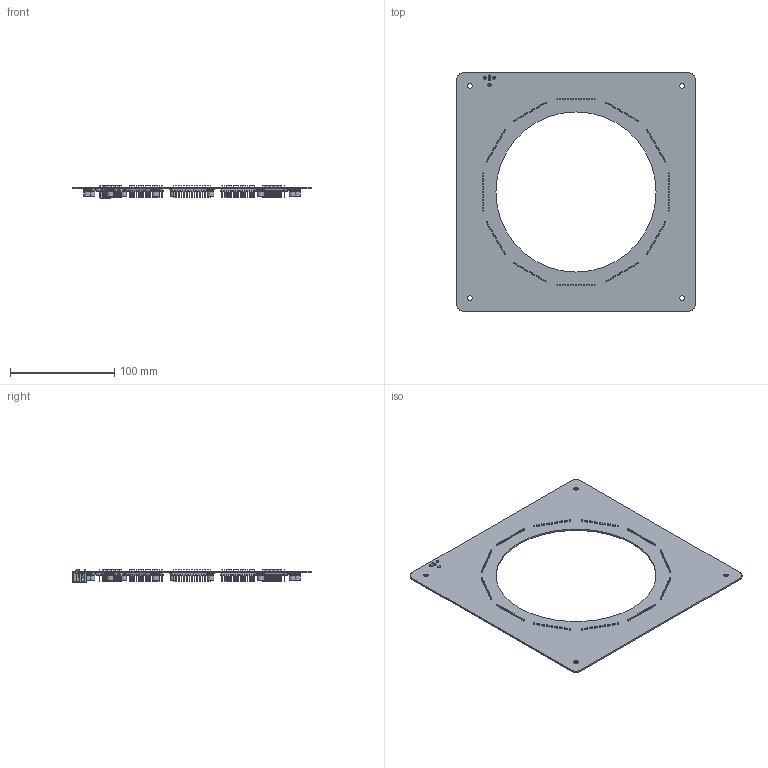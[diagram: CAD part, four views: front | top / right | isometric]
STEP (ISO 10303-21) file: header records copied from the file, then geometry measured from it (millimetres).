
FILE_DESCRIPTION(('KiCad electronic assembly'),'2;1');
FILE_NAME('arena_top_12-12_0.4.step','2025-07-22T16:22:57',('Pcbnew'),( 'Kicad'),'Open CASCADE STEP processor 7.9','KiCad to STEP converter' ,'Unknown');
FILE_SCHEMA(('AUTOMOTIVE_DESIGN { 1 0 10303 214 1 1 1 1 }'));
Length unit declared in the file: millimetre
Products named in the file (10): arena_top_12-12_0.4 1; CP_Elec_6.3x7.7; C_1210_3225Metric; PWR_JACK_PJ-063AH; CUI_DEVICES_PJ-063AH; CUI_DEVICES_PJ-063AH001; CUI_DEVICES_PJ-063AH002; CUI_DEVICES_PJ-063AH003; PinHeader_1x15_P2.54mm_Vertical; arena_top_12-12_PCB
Assembly tree (42 placements, depth 3):
  arena_top_12-12_0.4 1
    CP_Elec_6.3x7.7  x12
    C_1210_3225Metric  x12
    PWR_JACK_PJ-063AH
      CUI_DEVICES_PJ-063AH
      CUI_DEVICES_PJ-063AH001
      CUI_DEVICES_PJ-063AH002
      CUI_DEVICES_PJ-063AH003
    PinHeader_1x15_P2.54mm_Vertical  x12
    arena_top_12-12_PCB
Bounding box: 228.6 x 228.6 x 12 mm (x, y, z)
Volume: 58016.5 mm3; surface area: 84539.2 mm2
Topology: 41 solids, 41 shells, 5563 faces, 13658 edges, 8579 vertices
Faces by surface type: plane 4964, cylinder 506, torus 54, bspline 24, revolution 12, cone 2, sphere 1
Full cylindrical faces by diameter (mm): 1.016 x180, 1.6 x1, 2.692 x3, 3.15 x1, 4.5 x4, 6.3 x24, 153.416 x1
Entity records: 28976 total; most frequent: CARTESIAN_POINT 4582, DIRECTION 4316, ORIENTED_EDGE 4192, EDGE_CURVE 2096, LINE 1525, VECTOR 1525, AXIS2_PLACEMENT_3D 1395, VERTEX_POINT 1352
